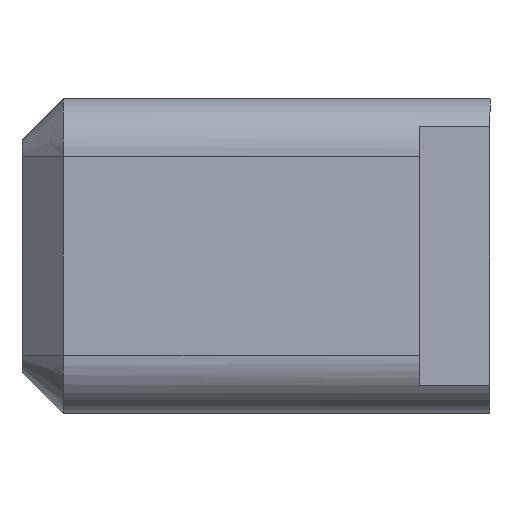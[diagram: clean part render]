
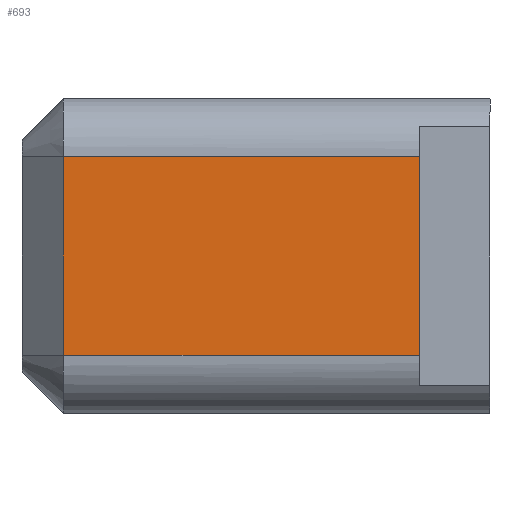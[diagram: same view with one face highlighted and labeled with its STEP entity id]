
A CAD part, front view. The second image highlights one B-rep face of the part: STEP entity #693.
In plain terms, the highlighted planar face has unit normal (0, -1, 0).
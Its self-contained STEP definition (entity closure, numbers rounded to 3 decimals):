
#24=PLANE('',#743);
#59=FACE_OUTER_BOUND('',#97,.T.);
#97=EDGE_LOOP('',(#531,#532,#533,#534,#535));
#145=LINE('',#987,#230);
#172=LINE('',#1053,#257);
#174=LINE('',#1061,#259);
#175=LINE('',#1063,#260);
#176=LINE('',#1064,#261);
#230=VECTOR('',#791,10.);
#257=VECTOR('',#846,10.);
#259=VECTOR('',#854,10.);
#260=VECTOR('',#855,10.);
#261=VECTOR('',#856,10.);
#311=VERTEX_POINT('',#974);
#315=VERTEX_POINT('',#983);
#341=VERTEX_POINT('',#1052);
#344=VERTEX_POINT('',#1060);
#345=VERTEX_POINT('',#1062);
#382=EDGE_CURVE('',#311,#315,#145,.T.);
#415=EDGE_CURVE('',#341,#315,#172,.T.);
#419=EDGE_CURVE('',#344,#311,#174,.T.);
#420=EDGE_CURVE('',#344,#345,#175,.T.);
#421=EDGE_CURVE('',#345,#341,#176,.T.);
#531=ORIENTED_EDGE('',*,*,#382,.F.);
#532=ORIENTED_EDGE('',*,*,#419,.F.);
#533=ORIENTED_EDGE('',*,*,#420,.T.);
#534=ORIENTED_EDGE('',*,*,#421,.T.);
#535=ORIENTED_EDGE('',*,*,#415,.T.);
#693=ADVANCED_FACE('',(#59),#24,.T.);
#743=AXIS2_PLACEMENT_3D('',#1059,#852,#853);
#791=DIRECTION('',(0.,0.,1.));
#846=DIRECTION('',(-1.,0.,0.));
#852=DIRECTION('center_axis',(0.,-1.,0.));
#853=DIRECTION('ref_axis',(0.,0.,1.));
#854=DIRECTION('',(-1.,0.,0.));
#855=DIRECTION('',(1.,0.,0.));
#856=DIRECTION('',(0.,0.,1.));
#974=CARTESIAN_POINT('',(-32.034,-8.78,2.9));
#983=CARTESIAN_POINT('',(-32.034,-8.78,5.3));
#987=CARTESIAN_POINT('',(-32.034,-8.78,3.5));
#1052=CARTESIAN_POINT('',(-27.734,-8.78,5.3));
#1053=CARTESIAN_POINT('',(-30.034,-8.78,5.3));
#1059=CARTESIAN_POINT('Origin',(-30.034,-8.78,2.9));
#1060=CARTESIAN_POINT('',(-30.034,-8.78,2.9));
#1061=CARTESIAN_POINT('',(-30.034,-8.78,2.9));
#1062=CARTESIAN_POINT('',(-27.734,-8.78,2.9));
#1063=CARTESIAN_POINT('',(-30.034,-8.78,2.9));
#1064=CARTESIAN_POINT('',(-27.734,-8.78,3.5));
